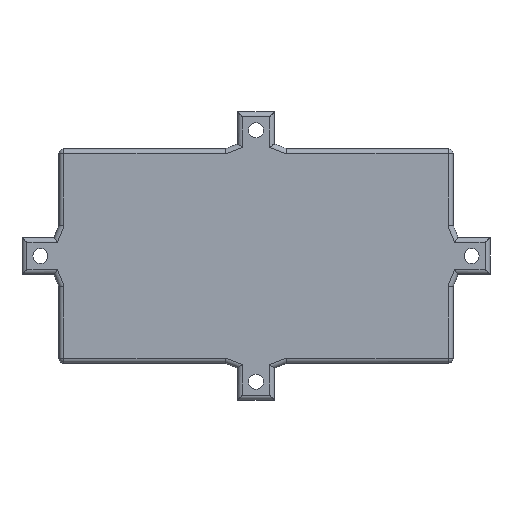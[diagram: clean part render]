
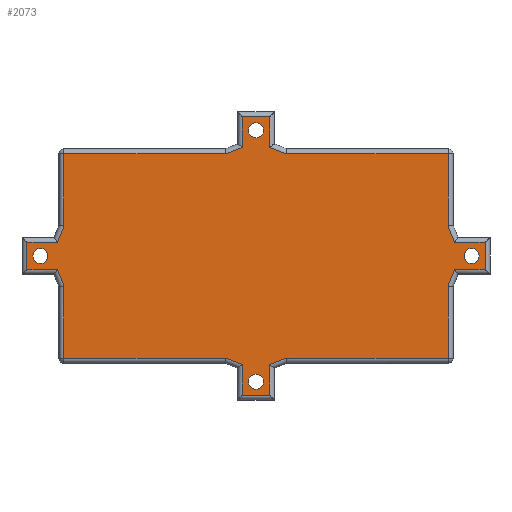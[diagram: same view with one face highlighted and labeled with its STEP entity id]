
A CAD part, top view. The second image highlights one B-rep face of the part: STEP entity #2073.
In plain terms, the highlighted planar face has unit normal (0, 0, 1).
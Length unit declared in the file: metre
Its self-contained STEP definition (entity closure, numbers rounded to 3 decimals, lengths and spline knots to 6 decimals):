
#140=CIRCLE('',#2216,0.00305);
#141=CIRCLE('',#2217,0.00305);
#142=CIRCLE('',#2218,0.00305);
#143=CIRCLE('',#2219,0.00305);
#324=ORIENTED_EDGE('',*,*,#926,.T.);
#325=ORIENTED_EDGE('',*,*,#927,.T.);
#326=ORIENTED_EDGE('',*,*,#928,.T.);
#327=ORIENTED_EDGE('',*,*,#929,.T.);
#328=ORIENTED_EDGE('',*,*,#930,.T.);
#329=ORIENTED_EDGE('',*,*,#931,.T.);
#330=ORIENTED_EDGE('',*,*,#932,.T.);
#331=ORIENTED_EDGE('',*,*,#933,.T.);
#332=ORIENTED_EDGE('',*,*,#934,.T.);
#333=ORIENTED_EDGE('',*,*,#935,.T.);
#334=ORIENTED_EDGE('',*,*,#936,.T.);
#335=ORIENTED_EDGE('',*,*,#937,.T.);
#336=ORIENTED_EDGE('',*,*,#938,.T.);
#337=ORIENTED_EDGE('',*,*,#939,.T.);
#338=ORIENTED_EDGE('',*,*,#940,.T.);
#339=ORIENTED_EDGE('',*,*,#941,.T.);
#340=ORIENTED_EDGE('',*,*,#942,.T.);
#341=ORIENTED_EDGE('',*,*,#943,.T.);
#342=ORIENTED_EDGE('',*,*,#944,.T.);
#343=ORIENTED_EDGE('',*,*,#945,.T.);
#344=ORIENTED_EDGE('',*,*,#946,.T.);
#345=ORIENTED_EDGE('',*,*,#947,.T.);
#346=ORIENTED_EDGE('',*,*,#948,.T.);
#347=ORIENTED_EDGE('',*,*,#949,.T.);
#348=ORIENTED_EDGE('',*,*,#950,.T.);
#349=ORIENTED_EDGE('',*,*,#951,.T.);
#350=ORIENTED_EDGE('',*,*,#952,.T.);
#351=ORIENTED_EDGE('',*,*,#953,.T.);
#352=ORIENTED_EDGE('',*,*,#954,.F.);
#353=ORIENTED_EDGE('',*,*,#955,.F.);
#354=ORIENTED_EDGE('',*,*,#956,.F.);
#355=ORIENTED_EDGE('',*,*,#957,.F.);
#926=EDGE_CURVE('',#1225,#1226,#1424,.F.);
#927=EDGE_CURVE('',#1226,#1227,#1425,.F.);
#928=EDGE_CURVE('',#1227,#1228,#1426,.T.);
#929=EDGE_CURVE('',#1228,#1229,#1427,.T.);
#930=EDGE_CURVE('',#1229,#1230,#1428,.F.);
#931=EDGE_CURVE('',#1230,#1231,#1429,.T.);
#932=EDGE_CURVE('',#1231,#1232,#1430,.F.);
#933=EDGE_CURVE('',#1232,#1233,#1431,.F.);
#934=EDGE_CURVE('',#1233,#1234,#1432,.F.);
#935=EDGE_CURVE('',#1234,#1235,#1433,.T.);
#936=EDGE_CURVE('',#1235,#1236,#1434,.F.);
#937=EDGE_CURVE('',#1236,#1237,#1435,.F.);
#938=EDGE_CURVE('',#1237,#1238,#1436,.T.);
#939=EDGE_CURVE('',#1238,#1239,#1437,.F.);
#940=EDGE_CURVE('',#1239,#1240,#1438,.T.);
#941=EDGE_CURVE('',#1240,#1241,#1439,.F.);
#942=EDGE_CURVE('',#1241,#1242,#1440,.F.);
#943=EDGE_CURVE('',#1242,#1243,#1441,.F.);
#944=EDGE_CURVE('',#1243,#1244,#1442,.T.);
#945=EDGE_CURVE('',#1244,#1245,#1443,.T.);
#946=EDGE_CURVE('',#1245,#1246,#1444,.T.);
#947=EDGE_CURVE('',#1246,#1247,#1445,.T.);
#948=EDGE_CURVE('',#1247,#1248,#1446,.F.);
#949=EDGE_CURVE('',#1248,#1249,#1447,.F.);
#950=EDGE_CURVE('',#1249,#1250,#1448,.T.);
#951=EDGE_CURVE('',#1250,#1251,#1449,.T.);
#952=EDGE_CURVE('',#1251,#1252,#1450,.T.);
#953=EDGE_CURVE('',#1252,#1225,#1451,.T.);
#954=EDGE_CURVE('',#1253,#1253,#140,.T.);
#955=EDGE_CURVE('',#1254,#1254,#141,.T.);
#956=EDGE_CURVE('',#1255,#1255,#142,.T.);
#957=EDGE_CURVE('',#1256,#1256,#143,.T.);
#1225=VERTEX_POINT('',#3325);
#1226=VERTEX_POINT('',#3326);
#1227=VERTEX_POINT('',#3328);
#1228=VERTEX_POINT('',#3330);
#1229=VERTEX_POINT('',#3332);
#1230=VERTEX_POINT('',#3334);
#1231=VERTEX_POINT('',#3336);
#1232=VERTEX_POINT('',#3338);
#1233=VERTEX_POINT('',#3340);
#1234=VERTEX_POINT('',#3342);
#1235=VERTEX_POINT('',#3344);
#1236=VERTEX_POINT('',#3346);
#1237=VERTEX_POINT('',#3348);
#1238=VERTEX_POINT('',#3350);
#1239=VERTEX_POINT('',#3352);
#1240=VERTEX_POINT('',#3354);
#1241=VERTEX_POINT('',#3356);
#1242=VERTEX_POINT('',#3358);
#1243=VERTEX_POINT('',#3360);
#1244=VERTEX_POINT('',#3362);
#1245=VERTEX_POINT('',#3364);
#1246=VERTEX_POINT('',#3366);
#1247=VERTEX_POINT('',#3368);
#1248=VERTEX_POINT('',#3370);
#1249=VERTEX_POINT('',#3372);
#1250=VERTEX_POINT('',#3374);
#1251=VERTEX_POINT('',#3376);
#1252=VERTEX_POINT('',#3378);
#1253=VERTEX_POINT('',#3381);
#1254=VERTEX_POINT('',#3383);
#1255=VERTEX_POINT('',#3385);
#1256=VERTEX_POINT('',#3387);
#1424=LINE('',#3324,#1625);
#1425=LINE('',#3327,#1626);
#1426=LINE('',#3329,#1627);
#1427=LINE('',#3331,#1628);
#1428=LINE('',#3333,#1629);
#1429=LINE('',#3335,#1630);
#1430=LINE('',#3337,#1631);
#1431=LINE('',#3339,#1632);
#1432=LINE('',#3341,#1633);
#1433=LINE('',#3343,#1634);
#1434=LINE('',#3345,#1635);
#1435=LINE('',#3347,#1636);
#1436=LINE('',#3349,#1637);
#1437=LINE('',#3351,#1638);
#1438=LINE('',#3353,#1639);
#1439=LINE('',#3355,#1640);
#1440=LINE('',#3357,#1641);
#1441=LINE('',#3359,#1642);
#1442=LINE('',#3361,#1643);
#1443=LINE('',#3363,#1644);
#1444=LINE('',#3365,#1645);
#1445=LINE('',#3367,#1646);
#1446=LINE('',#3369,#1647);
#1447=LINE('',#3371,#1648);
#1448=LINE('',#3373,#1649);
#1449=LINE('',#3375,#1650);
#1450=LINE('',#3377,#1651);
#1451=LINE('',#3379,#1652);
#1625=VECTOR('',#2570,1.);
#1626=VECTOR('',#2571,1.);
#1627=VECTOR('',#2572,1.);
#1628=VECTOR('',#2573,1.);
#1629=VECTOR('',#2574,1.);
#1630=VECTOR('',#2575,1.);
#1631=VECTOR('',#2576,1.);
#1632=VECTOR('',#2577,1.);
#1633=VECTOR('',#2578,1.);
#1634=VECTOR('',#2579,1.);
#1635=VECTOR('',#2580,1.);
#1636=VECTOR('',#2581,1.);
#1637=VECTOR('',#2582,1.);
#1638=VECTOR('',#2583,1.);
#1639=VECTOR('',#2584,1.);
#1640=VECTOR('',#2585,1.);
#1641=VECTOR('',#2586,1.);
#1642=VECTOR('',#2587,1.);
#1643=VECTOR('',#2588,1.);
#1644=VECTOR('',#2589,1.);
#1645=VECTOR('',#2590,1.);
#1646=VECTOR('',#2591,1.);
#1647=VECTOR('',#2592,1.);
#1648=VECTOR('',#2593,1.);
#1649=VECTOR('',#2594,1.);
#1650=VECTOR('',#2595,1.);
#1651=VECTOR('',#2596,1.);
#1652=VECTOR('',#2597,1.);
#1744=EDGE_LOOP('',(#324,#325,#326,#327,#328,#329,#330,#331,#332,#333,#334,
#335,#336,#337,#338,#339,#340,#341,#342,#343,#344,#345,#346,#347,#348,#349,
#350,#351));
#1745=EDGE_LOOP('',(#352));
#1746=EDGE_LOOP('',(#353));
#1747=EDGE_LOOP('',(#354));
#1748=EDGE_LOOP('',(#355));
#1884=FACE_BOUND('',#1744,.T.);
#1885=FACE_BOUND('',#1745,.T.);
#1886=FACE_BOUND('',#1746,.T.);
#1887=FACE_BOUND('',#1747,.T.);
#1888=FACE_BOUND('',#1748,.T.);
#2023=PLANE('',#2215);
#2073=ADVANCED_FACE('',(#1884,#1885,#1886,#1887,#1888),#2023,.T.);
#2215=AXIS2_PLACEMENT_3D('',#3323,#2568,#2569);
#2216=AXIS2_PLACEMENT_3D('',#3380,#2598,#2599);
#2217=AXIS2_PLACEMENT_3D('',#3382,#2600,#2601);
#2218=AXIS2_PLACEMENT_3D('',#3384,#2602,#2603);
#2219=AXIS2_PLACEMENT_3D('',#3386,#2604,#2605);
#2568=DIRECTION('',(0.,0.,1.));
#2569=DIRECTION('',(1.,0.,0.));
#2570=DIRECTION('',(1.,0.,0.));
#2571=DIRECTION('',(0.928,-0.371,0.));
#2572=DIRECTION('',(0.,1.,0.));
#2573=DIRECTION('',(-1.,0.,0.));
#2574=DIRECTION('',(0.,1.,0.));
#2575=DIRECTION('',(-0.928,-0.371,0.));
#2576=DIRECTION('',(1.,0.,0.));
#2577=DIRECTION('',(0.,1.,0.));
#2578=DIRECTION('',(0.371,0.928,0.));
#2579=DIRECTION('',(-1.,0.,0.));
#2580=DIRECTION('',(0.,1.,0.));
#2581=DIRECTION('',(-1.,0.,0.));
#2582=DIRECTION('',(0.371,-0.928,0.));
#2583=DIRECTION('',(0.,1.,0.));
#2584=DIRECTION('',(1.,0.,0.));
#2585=DIRECTION('',(-0.928,0.371,0.));
#2586=DIRECTION('',(0.,1.,0.));
#2587=DIRECTION('',(-1.,0.,0.));
#2588=DIRECTION('',(0.,1.,0.));
#2589=DIRECTION('',(0.928,0.371,0.));
#2590=DIRECTION('',(1.,0.,0.));
#2591=DIRECTION('',(0.,1.,0.));
#2592=DIRECTION('',(-0.371,-0.928,0.));
#2593=DIRECTION('',(-1.,0.,0.));
#2594=DIRECTION('',(0.,1.,0.));
#2595=DIRECTION('',(-1.,0.,0.));
#2596=DIRECTION('',(-0.371,0.928,0.));
#2597=DIRECTION('',(0.,1.,0.));
#2598=DIRECTION('',(0.,0.,1.));
#2599=DIRECTION('',(1.,0.,0.));
#2600=DIRECTION('',(0.,0.,1.));
#2601=DIRECTION('',(1.,0.,0.));
#2602=DIRECTION('',(0.,0.,1.));
#2603=DIRECTION('',(1.,0.,0.));
#2604=DIRECTION('',(0.,0.,1.));
#2605=DIRECTION('',(1.,0.,0.));
#3323=CARTESIAN_POINT('',(0.,0.,0.023));
#3324=CARTESIAN_POINT('',(0.,0.0415,0.023));
#3325=CARTESIAN_POINT('',(0.078,0.0415,0.023));
#3326=CARTESIAN_POINT('',(0.012115,0.0415,0.023));
#3327=CARTESIAN_POINT('',(0.006757,0.043643,0.023));
#3328=CARTESIAN_POINT('',(0.0055,0.044146,0.023));
#3329=CARTESIAN_POINT('',(0.0055,0.,0.023));
#3330=CARTESIAN_POINT('',(0.0055,0.0565,0.023));
#3331=CARTESIAN_POINT('',(0.,0.0565,0.023));
#3332=CARTESIAN_POINT('',(-0.0055,0.0565,0.023));
#3333=CARTESIAN_POINT('',(-0.0055,0.0455,0.023));
#3334=CARTESIAN_POINT('',(-0.0055,0.044146,0.023));
#3335=CARTESIAN_POINT('',(-0.011757,0.041643,0.023));
#3336=CARTESIAN_POINT('',(-0.012115,0.0415,0.023));
#3337=CARTESIAN_POINT('',(0.,0.0415,0.023));
#3338=CARTESIAN_POINT('',(-0.078,0.0415,0.023));
#3339=CARTESIAN_POINT('',(-0.078,0.,0.023));
#3340=CARTESIAN_POINT('',(-0.078,0.012115,0.023));
#3341=CARTESIAN_POINT('',(-0.080143,0.006757,0.023));
#3342=CARTESIAN_POINT('',(-0.080646,0.0055,0.023));
#3343=CARTESIAN_POINT('',(0.,0.0055,0.023));
#3344=CARTESIAN_POINT('',(-0.093,0.0055,0.023));
#3345=CARTESIAN_POINT('',(-0.093,-0.0075,0.023));
#3346=CARTESIAN_POINT('',(-0.093,-0.0055,0.023));
#3347=CARTESIAN_POINT('',(-0.082,-0.0055,0.023));
#3348=CARTESIAN_POINT('',(-0.080646,-0.0055,0.023));
#3349=CARTESIAN_POINT('',(-0.078143,-0.011757,0.023));
#3350=CARTESIAN_POINT('',(-0.078,-0.012115,0.023));
#3351=CARTESIAN_POINT('',(-0.078,0.,0.023));
#3352=CARTESIAN_POINT('',(-0.078,-0.0415,0.023));
#3353=CARTESIAN_POINT('',(-0.0125,-0.0415,0.023));
#3354=CARTESIAN_POINT('',(-0.012115,-0.0415,0.023));
#3355=CARTESIAN_POINT('',(-0.006757,-0.043643,0.023));
#3356=CARTESIAN_POINT('',(-0.0055,-0.044146,0.023));
#3357=CARTESIAN_POINT('',(-0.0055,-0.0585,0.023));
#3358=CARTESIAN_POINT('',(-0.0055,-0.0565,0.023));
#3359=CARTESIAN_POINT('',(0.0075,-0.0565,0.023));
#3360=CARTESIAN_POINT('',(0.0055,-0.0565,0.023));
#3361=CARTESIAN_POINT('',(0.0055,0.,0.023));
#3362=CARTESIAN_POINT('',(0.0055,-0.044146,0.023));
#3363=CARTESIAN_POINT('',(0.011757,-0.041643,0.023));
#3364=CARTESIAN_POINT('',(0.012115,-0.0415,0.023));
#3365=CARTESIAN_POINT('',(0.08,-0.0415,0.023));
#3366=CARTESIAN_POINT('',(0.078,-0.0415,0.023));
#3367=CARTESIAN_POINT('',(0.078,-0.0125,0.023));
#3368=CARTESIAN_POINT('',(0.078,-0.012115,0.023));
#3369=CARTESIAN_POINT('',(0.080143,-0.006757,0.023));
#3370=CARTESIAN_POINT('',(0.080646,-0.0055,0.023));
#3371=CARTESIAN_POINT('',(0.095,-0.0055,0.023));
#3372=CARTESIAN_POINT('',(0.093,-0.0055,0.023));
#3373=CARTESIAN_POINT('',(0.093,0.,0.023));
#3374=CARTESIAN_POINT('',(0.093,0.0055,0.023));
#3375=CARTESIAN_POINT('',(0.,0.0055,0.023));
#3376=CARTESIAN_POINT('',(0.080646,0.0055,0.023));
#3377=CARTESIAN_POINT('',(0.078143,0.011757,0.023));
#3378=CARTESIAN_POINT('',(0.078,0.012115,0.023));
#3379=CARTESIAN_POINT('',(0.078,0.0435,0.023));
#3380=CARTESIAN_POINT('',(0.,0.051,0.023));
#3381=CARTESIAN_POINT('',(0.00305,0.051,0.023));
#3382=CARTESIAN_POINT('',(0.0875,0.,0.023));
#3383=CARTESIAN_POINT('',(0.09055,0.,0.023));
#3384=CARTESIAN_POINT('',(0.,-0.051,0.023));
#3385=CARTESIAN_POINT('',(0.00305,-0.051,0.023));
#3386=CARTESIAN_POINT('',(-0.0875,0.,0.023));
#3387=CARTESIAN_POINT('',(-0.08445,0.,0.023));
